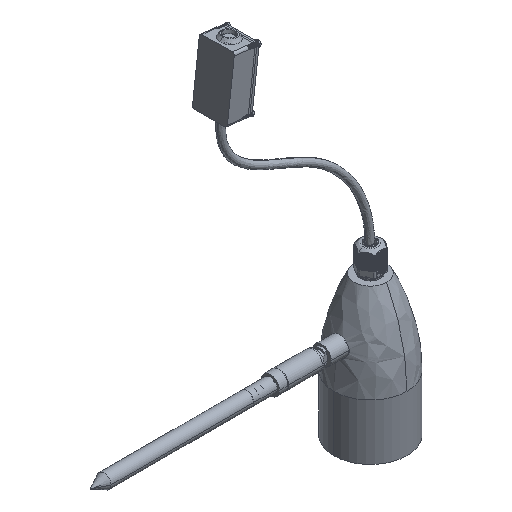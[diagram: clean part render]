
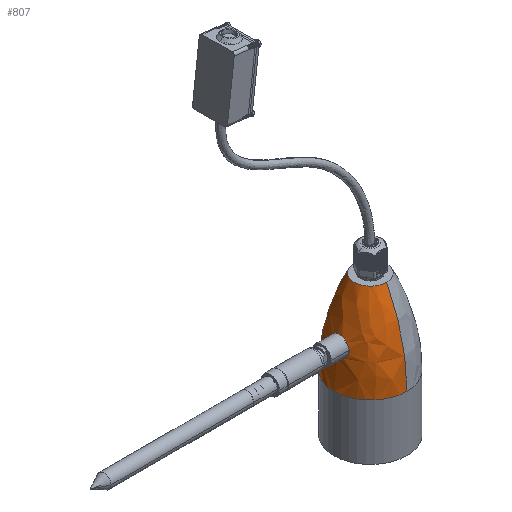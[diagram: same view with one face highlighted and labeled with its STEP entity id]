
A CAD part, isometric view. The second image highlights one B-rep face of the part: STEP entity #807.
In plain terms, the highlighted free-form (B-spline) face has degree [3, 3] with [7, 4] control points.
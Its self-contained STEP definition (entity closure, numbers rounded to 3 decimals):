
#56=CARTESIAN_POINT('',(0.,-127.429,-72.5));
#57=DIRECTION('',(1.,0.,0.));
#58=DIRECTION('',(0.,1.,0.));
#59=AXIS2_PLACEMENT_3D('',#56,#57,#58);
#61=CARTESIAN_POINT('',(0.,127.429,-72.5));
#62=DIRECTION('',(-1.,0.,0.));
#63=DIRECTION('',(0.,-1.,0.));
#64=AXIS2_PLACEMENT_3D('',#61,#62,#63);
#66=CARTESIAN_POINT('',(0.,0.,-72.5));
#67=DIRECTION('',(0.,0.,1.));
#68=DIRECTION('',(0.,1.,0.));
#69=AXIS2_PLACEMENT_3D('',#66,#67,#68);
#71=CARTESIAN_POINT('',(-26.7,8.416,-39.306));
#72=CARTESIAN_POINT('',(-26.7,7.98,-38.693));
#73=CARTESIAN_POINT('',(-26.7,7.093,-37.565));
#74=CARTESIAN_POINT('',(-26.7,5.696,-36.151));
#75=CARTESIAN_POINT('',(-26.7,4.284,-35.065));
#76=CARTESIAN_POINT('',(-26.7,2.863,-34.301));
#77=CARTESIAN_POINT('',(-26.7,1.533,-33.868));
#78=CARTESIAN_POINT('',(-26.7,0.191,-33.689));
#79=CARTESIAN_POINT('',(-26.7,-1.279,-33.801));
#80=CARTESIAN_POINT('',(-26.7,-2.781,-34.259));
#81=CARTESIAN_POINT('',(-26.7,-4.232,-35.031));
#82=CARTESIAN_POINT('',(-26.7,-5.649,-36.11));
#83=CARTESIAN_POINT('',(-26.7,-7.048,-37.512));
#84=CARTESIAN_POINT('',(-26.7,-7.964,-38.67));
#85=CARTESIAN_POINT('',(-26.7,-8.416,-39.306));
#87=CARTESIAN_POINT('',(0.,0.,0.));
#88=DIRECTION('',(0.,0.,1.));
#89=DIRECTION('',(0.,1.,0.));
#90=AXIS2_PLACEMENT_3D('',#87,#88,#89);
#384=CARTESIAN_POINT('',(-26.7,-8.416,-39.306));
#385=CARTESIAN_POINT('',(-26.796,-8.492,
-39.84));
#386=CARTESIAN_POINT('',(-27.02,-8.545,
-40.946));
#387=CARTESIAN_POINT('',(-27.458,-8.282,
-42.668));
#388=CARTESIAN_POINT('',(-27.964,-7.653,
-44.34));
#389=CARTESIAN_POINT('',(-28.484,-6.689,
-45.845));
#390=CARTESIAN_POINT('',(-28.963,-5.446,
-47.104));
#391=CARTESIAN_POINT('',(-29.352,-4.006,
-48.061));
#392=CARTESIAN_POINT('',(-29.621,-2.445,
-48.697));
#393=CARTESIAN_POINT('',(-29.759,-0.822,
-49.013));
#394=CARTESIAN_POINT('',(-29.759,0.82,
-49.013));
#395=CARTESIAN_POINT('',(-29.622,2.444,-48.698));
#396=CARTESIAN_POINT('',(-29.352,4.005,-48.062));
#397=CARTESIAN_POINT('',(-28.963,5.444,-47.105));
#398=CARTESIAN_POINT('',(-28.485,6.687,-45.846));
#399=CARTESIAN_POINT('',(-27.965,7.652,-44.342));
#400=CARTESIAN_POINT('',(-27.458,8.282,-42.669));
#401=CARTESIAN_POINT('',(-27.021,8.545,-40.949));
#402=CARTESIAN_POINT('',(-26.796,8.492,-39.842));
#403=CARTESIAN_POINT('',(-26.7,8.416,-39.306));
#535=CARTESIAN_POINT('',(0.,31.5,-72.5));
#536=CARTESIAN_POINT('',(0.,14.,0.));
#537=VERTEX_POINT('',#535);
#538=VERTEX_POINT('',#536);
#543=CARTESIAN_POINT('',(0.,-31.5,-72.5));
#544=CARTESIAN_POINT('',(0.,-14.,0.));
#545=VERTEX_POINT('',#543);
#546=VERTEX_POINT('',#544);
#646=VERTEX_POINT('',#71);
#647=VERTEX_POINT('',#85);
#765=CARTESIAN_POINT('',(0.836,-13.281,1.337));
#766=CARTESIAN_POINT('',(1.605,-25.506,-22.011));
#767=CARTESIAN_POINT('',(1.993,-31.68,-47.641));
#768=CARTESIAN_POINT('',(1.977,-31.431,-74.006));
#769=CARTESIAN_POINT('',(-7.337,-13.795,1.337));
#770=CARTESIAN_POINT('',(-14.091,-26.493,
-22.011));
#771=CARTESIAN_POINT('',(-17.503,-32.907,
-47.641));
#772=CARTESIAN_POINT('',(-17.365,-32.648,
-74.006));
#773=CARTESIAN_POINT('',(-13.307,-8.189,1.337));
#774=CARTESIAN_POINT('',(-25.556,-15.727,
-22.011));
#775=CARTESIAN_POINT('',(-31.743,-19.534,
-47.641));
#776=CARTESIAN_POINT('',(-31.493,-19.381,
-74.006));
#777=CARTESIAN_POINT('',(-13.307,0.,1.337));
#778=CARTESIAN_POINT('',(-25.556,0.,
-22.011));
#779=CARTESIAN_POINT('',(-31.743,0.,
-47.641));
#780=CARTESIAN_POINT('',(-31.493,0.,-74.006));
#781=CARTESIAN_POINT('',(-13.307,8.189,1.337));
#782=CARTESIAN_POINT('',(-25.556,15.727,-22.011));
#783=CARTESIAN_POINT('',(-31.743,19.534,-47.641));
#784=CARTESIAN_POINT('',(-31.493,19.381,-74.006));
#785=CARTESIAN_POINT('',(-7.337,13.795,1.337));
#786=CARTESIAN_POINT('',(-14.091,26.493,-22.011));
#787=CARTESIAN_POINT('',(-17.503,32.907,-47.641));
#788=CARTESIAN_POINT('',(-17.365,32.648,-74.006));
#789=CARTESIAN_POINT('',(0.836,13.281,1.337));
#790=CARTESIAN_POINT('',(1.605,25.506,-22.011));
#791=CARTESIAN_POINT('',(1.993,31.68,-47.641));
#792=CARTESIAN_POINT('',(1.977,31.431,-74.006));
#793=(BOUNDED_SURFACE()B_SPLINE_SURFACE(3,3,((#765,#766,#767,#768),(#769,#770,
#771,#772),(#773,#774,#775,#776),(#777,#778,#779,#780),(#781,#782,#783,#784),(
#785,#786,#787,#788),(#789,#790,#791,#792)),.UNSPECIFIED.,.F.,.F.,.F.)B_SPLINE_SURFACE_WITH_KNOTS((4,3,4),(4,4),(0.,1.,2.),(0.,1.),.UNSPECIFIED.)GEOMETRIC_REPRESENTATION_ITEM()RATIONAL_B_SPLINE_SURFACE(((1.205,
1.181,1.181,1.205),(0.952,
0.933,0.933,0.952),(0.952,
0.933,0.933,0.952),(1.205,
1.181,1.181,1.205),(0.952,
0.933,0.933,0.952),(0.952,
0.933,0.933,0.952),(1.205,
1.181,1.181,1.205)))REPRESENTATION_ITEM('')SURFACE());
#794=ORIENTED_EDGE('',*,*,#755,.T.);
#796=ORIENTED_EDGE('',*,*,#795,.T.);
#797=ORIENTED_EDGE('',*,*,#758,.F.);
#798=ORIENTED_EDGE('',*,*,#717,.F.);
#799=EDGE_LOOP('',(#794,#796,#797,#798));
#800=FACE_OUTER_BOUND('',#799,.F.);
#802=ORIENTED_EDGE('',*,*,#801,.F.);
#804=ORIENTED_EDGE('',*,*,#803,.F.);
#805=EDGE_LOOP('',(#802,#804));
#806=FACE_BOUND('',#805,.F.);
#807=ADVANCED_FACE('',(#800,#806),#793,.T.);
#60=CIRCLE('',#59,158.929);
#65=CIRCLE('',#64,158.929);
#70=CIRCLE('',#69,31.5);
#86=B_SPLINE_CURVE_WITH_KNOTS('',3,(#71,#72,#73,#74,#75,#76,#77,#78,#79,#80,#81,
#82,#83,#84,#85),.UNSPECIFIED.,.F.,.F.,(4,1,1,1,1,1,1,1,1,1,1,1,4),(0.,
0.083,0.167,0.25,0.333,0.417,
0.5,0.583,0.667,0.75,0.833,
0.917,1.),.UNSPECIFIED.);
#91=CIRCLE('',#90,14.);
#404=B_SPLINE_CURVE_WITH_KNOTS('',3,(#384,#385,#386,#387,#388,#389,#390,#391,
#392,#393,#394,#395,#396,#397,#398,#399,#400,#401,#402,#403),.UNSPECIFIED.,.F.,
.F.,(4,1,1,1,1,1,1,1,1,1,1,1,1,1,1,1,1,4),(0.,0.059,
0.118,0.176,0.235,0.294,
0.353,0.412,0.471,0.529,
0.588,0.647,0.706,0.765,
0.824,0.882,0.941,1.),.UNSPECIFIED.);
#717=EDGE_CURVE('',#537,#545,#70,.T.);
#755=EDGE_CURVE('',#537,#538,#60,.T.);
#758=EDGE_CURVE('',#545,#546,#65,.T.);
#795=EDGE_CURVE('',#538,#546,#91,.T.);
#801=EDGE_CURVE('',#646,#647,#86,.T.);
#803=EDGE_CURVE('',#647,#646,#404,.T.);
